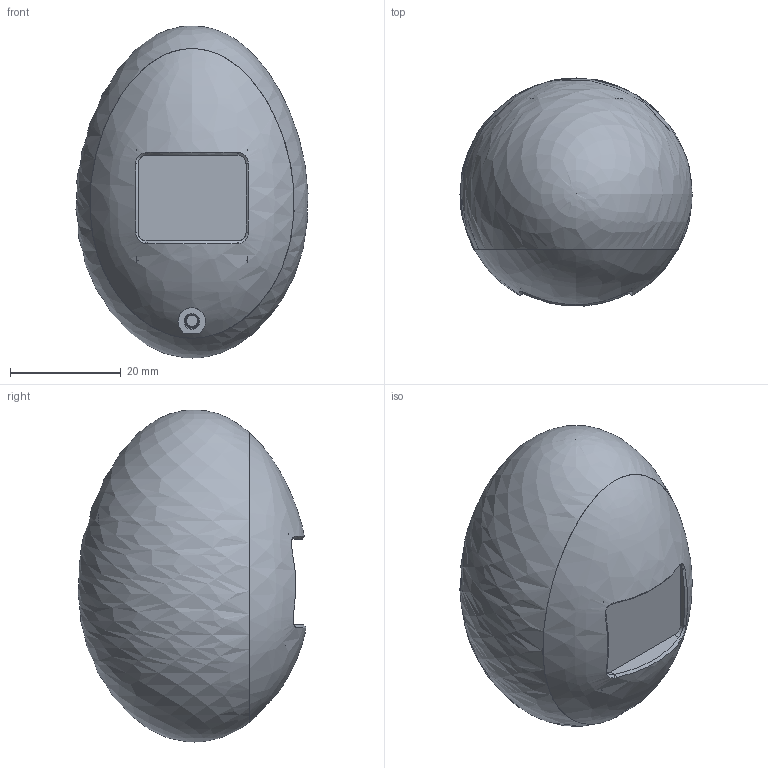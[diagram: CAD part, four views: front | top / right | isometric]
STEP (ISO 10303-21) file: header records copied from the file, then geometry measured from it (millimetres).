
FILE_DESCRIPTION(/* description */ (''),/* implementation_level */ '2;1');
FILE_NAME(/* name */ 'dropEgg_02 v12.step',/* time_stamp */ '2023-06-30T21:04:14+02:00',/* author */ (''),/* organization */ (''),/* preprocessor_version */ 'ST-DEVELOPER v19.2',/* originating_system */ 'Autodesk Translation Framework v12.6.0.85',/* authorisation */ '');
FILE_SCHEMA (('AUTOMOTIVE_DESIGN { 1 0 10303 214 3 1 1 }'));
Length unit declared in the file: millimetre
Products named in the file (11): dropEgg_02; Seeeduino Xiao; ADXL575; LiPo; rgbw_led_pcb; 066_display; SDBreakoutBoard; microsd-card; Insert_M2p5_Short; Switch; microswitch
Assembly tree (16 placements, depth 3):
  dropEgg_02
    Seeeduino Xiao
    ADXL575
    LiPo
    rgbw_led_pcb  x2
    066_display
    SDBreakoutBoard
      microsd-card
    Insert_M2p5_Short  x6
    Switch
    microswitch
Bounding box: 41.94 x 41.2 x 60 mm (x, y, z)
Volume: 37235.7 mm3; surface area: 26719.5 mm2
Topology: 47 solids, 118 shells, 3157 faces, 8521 edges, 5655 vertices
Faces by surface type: plane 1505, bspline 1039, cylinder 576, cone 37
Full cylindrical faces by diameter (mm): 0.6 x14, 0.9 x10, 1.3 x4, 2 x2, 2.075 x24, 2.24 x2, 2.54 x4, 2.58 x12, 2.8 x2, 3.5 x1, 3.6 x6, 3.8 x8, 4 x7, 4.2 x6, 4.6 x1, 9.64 x2
Entity records: 51064 total; most frequent: CARTESIAN_POINT 15201, ORIENTED_EDGE 7754, DIRECTION 6435, EDGE_CURVE 3877, LINE 2787, VECTOR 2787, VERTEX_POINT 2569, AXIS2_PLACEMENT_3D 1824
